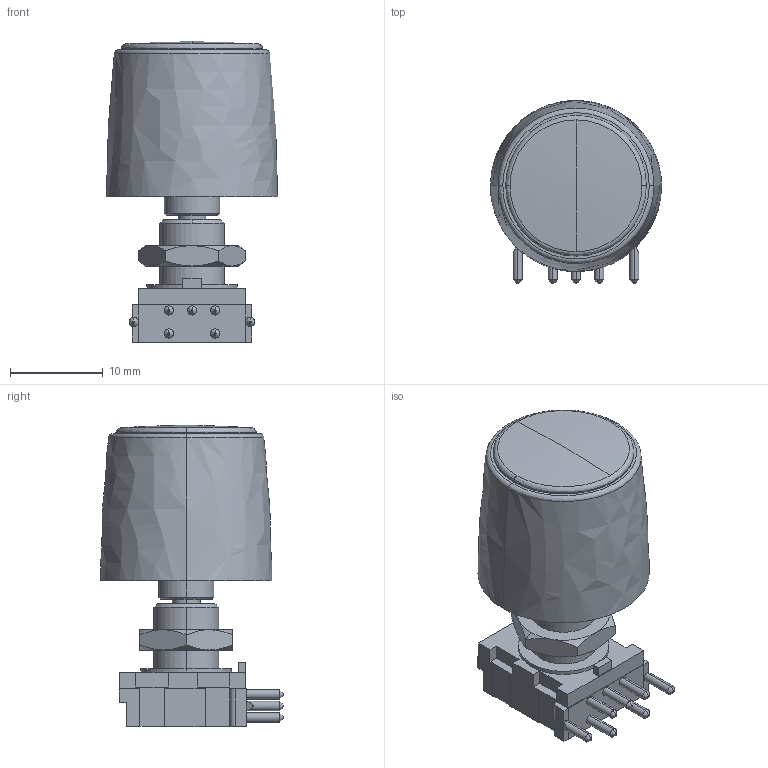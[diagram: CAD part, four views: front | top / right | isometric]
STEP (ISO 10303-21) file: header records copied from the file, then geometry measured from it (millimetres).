
FILE_DESCRIPTION (( 'STEP AP214' ), '1' );
FILE_NAME ('23D5BBD9-4D88-4F14-B401-B81A2B394CD4.STEP', '2022-10-07T19:48:11', ( '' ), ( '' ), 'SwSTEP 2.0', 'SolidWorks 2022', '' );
FILE_SCHEMA (( 'AUTOMOTIVE_DESIGN' ));
Length unit declared in the file: millimetre
Products named in the file (1): 23D5BBD9-4D88-4F14-B401-B81A2B394CD4
Bounding box: 18.5 x 19.75 x 32.6 mm (x, y, z)
Volume: 5511.1 mm3; surface area: 2426.7 mm2
Topology: 1 solids, 1 shells, 151 faces, 372 edges, 235 vertices
Faces by surface type: plane 83, cone 32, cylinder 28, bspline 6, torus 2
Entity records: 6774 total; most frequent: CARTESIAN_POINT 1526, ORIENTED_EDGE 740, DIRECTION 726, EDGE_CURVE 370, AXIS2_PLACEMENT_3D 246, VERTEX_POINT 235, VECTOR 234, LINE 234
